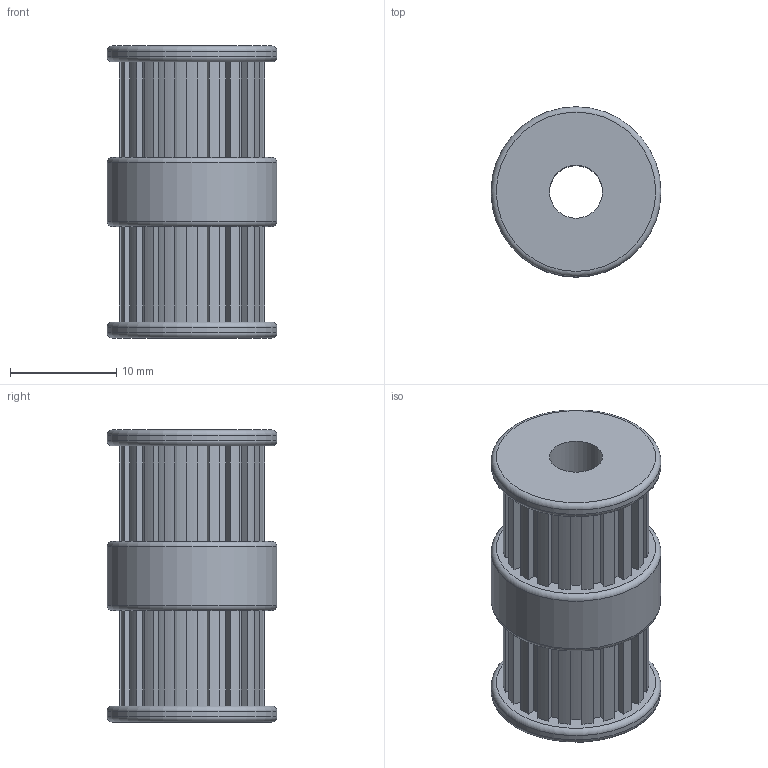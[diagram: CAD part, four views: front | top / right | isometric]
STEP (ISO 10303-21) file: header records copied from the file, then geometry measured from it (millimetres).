
FILE_DESCRIPTION(/* description */ ('','CAx-IF Rec.Pracs.---Representation and Presentation of Product Manufacturing Information (PMI)---4.0---2014-10-13'),/* implementation_level */ '2;1');
FILE_NAME(/* name */ 'GT2 20 Teeth.step',/* time_stamp */ '2025-08-01T18:04:00+05:30',/* author */ (''),/* organization */ (''),/* preprocessor_version */ 'ST-DEVELOPER v20',/* originating_system */ 'Autodesk Translation Framework v13.20.0.188',/* authorisation */ '');
FILE_SCHEMA (('AP242_MANAGED_MODEL_BASED_3D_ENGINEERING_MIM_LF { 1 0 10303 442 1 1 4 }'));
Length unit declared in the file: millimetre
Products named in the file (1): GT2 20 Teeth
Bounding box: 16 x 16 x 27.5 mm (x, y, z)
Volume: 3740.4 mm3; surface area: 2754.4 mm2
Topology: 1 solids, 1 shells, 176 faces, 510 edges, 340 vertices
Faces by surface type: plane 86, cylinder 84, torus 6
Full cylindrical faces by diameter (mm): 5 x1, 16 x3
Entity records: 5897 total; most frequent: DIRECTION 1050, CARTESIAN_POINT 1027, ORIENTED_EDGE 1020, EDGE_CURVE 510, AXIS2_PLACEMENT_3D 363, VERTEX_POINT 340, LINE 324, VECTOR 324
